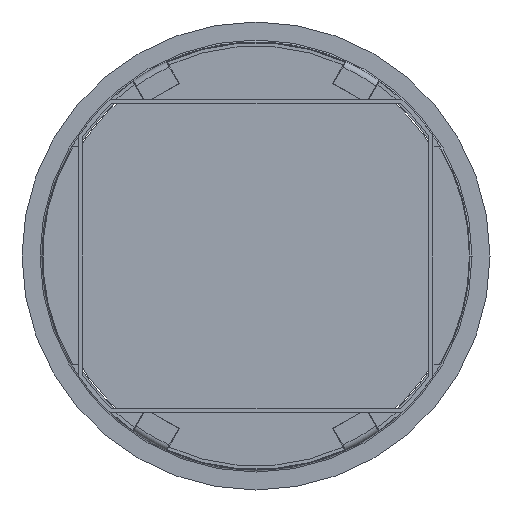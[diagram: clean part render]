
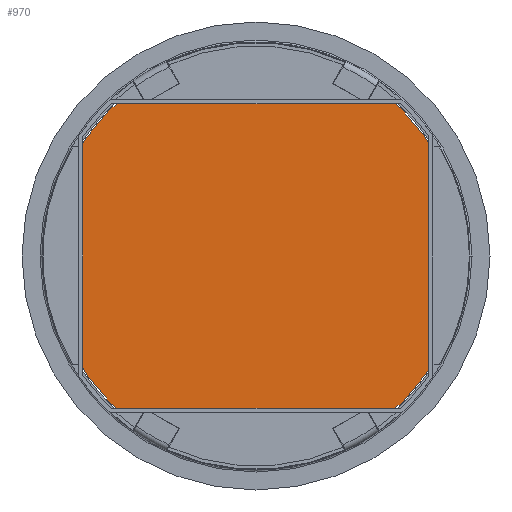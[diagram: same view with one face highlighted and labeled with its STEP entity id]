
A CAD part, front view. The second image highlights one B-rep face of the part: STEP entity #970.
In plain terms, the highlighted planar face has unit normal (0, -1, 0).
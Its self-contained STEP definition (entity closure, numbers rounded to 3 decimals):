
#322 = AXIS2_PLACEMENT_3D ( 'NONE', #5381, #5435, #1553 ) ;
#332 = FACE_OUTER_BOUND ( 'NONE', #5213, .T. ) ;
#640 = CIRCLE ( 'NONE', #3764, 103.5 ) ;
#797 = VERTEX_POINT ( 'NONE', #1437 ) ;
#909 = ORIENTED_EDGE ( 'NONE', *, *, #1377, .F. ) ;
#970 = ADVANCED_FACE ( 'NONE', ( #332 ), #3735, .F. ) ;
#1252 = DIRECTION ( 'NONE',  ( 0., 0., 1. ) ) ;
#1377 = EDGE_CURVE ( 'NONE', #797, #3043, #640, .T. ) ;
#1437 = CARTESIAN_POINT ( 'NONE',  ( 0., 0., -103.5 ) ) ;
#1553 = DIRECTION ( 'NONE',  ( 0., 0., 1. ) ) ;
#1650 = EDGE_CURVE ( 'NONE', #3043, #797, #4002, .T. ) ;
#1673 = CARTESIAN_POINT ( 'NONE',  ( 0., 0., 0. ) ) ;
#2177 = CARTESIAN_POINT ( 'NONE',  ( 0., 0., 103.5 ) ) ;
#2270 = ORIENTED_EDGE ( 'NONE', *, *, #1650, .F. ) ;
#2597 = DIRECTION ( 'NONE',  ( 0., 1., 0. ) ) ;
#3043 = VERTEX_POINT ( 'NONE', #2177 ) ;
#3586 = CARTESIAN_POINT ( 'NONE',  ( 0., 0., 0. ) ) ;
#3735 = PLANE ( 'NONE',  #322 ) ;
#3764 = AXIS2_PLACEMENT_3D ( 'NONE', #1673, #2597, #1252 ) ;
#4002 = CIRCLE ( 'NONE', #4983, 103.5 ) ;
#4422 = DIRECTION ( 'NONE',  ( 0., 1., 0. ) ) ;
#4983 = AXIS2_PLACEMENT_3D ( 'NONE', #3586, #4422, #5282 ) ;
#5213 = EDGE_LOOP ( 'NONE', ( #909, #2270 ) ) ;
#5282 = DIRECTION ( 'NONE',  ( 0., 0., 1. ) ) ;
#5381 = CARTESIAN_POINT ( 'NONE',  ( 0., 0., 0. ) ) ;
#5435 = DIRECTION ( 'NONE',  ( 0., 1., 0. ) ) ;
